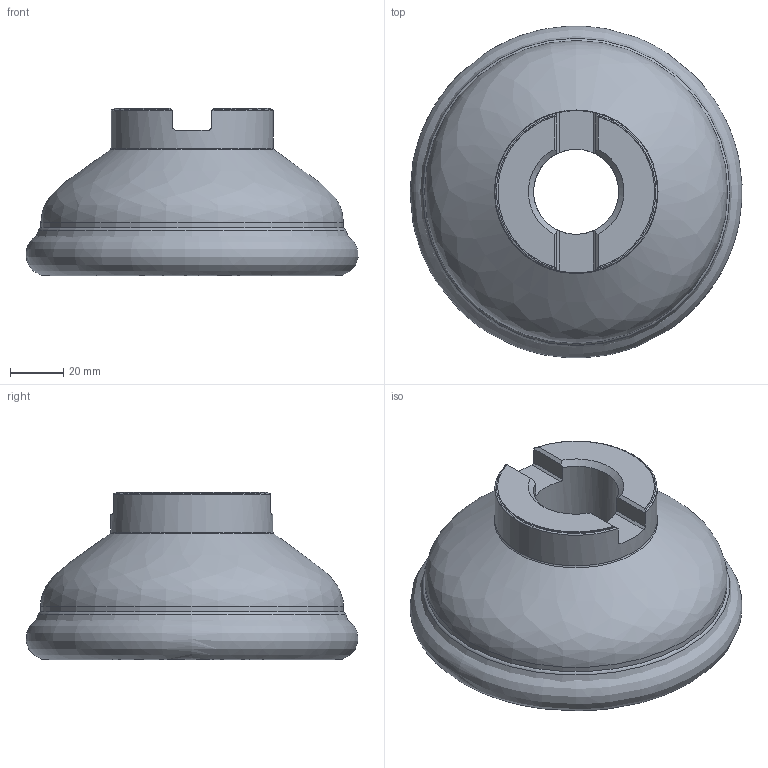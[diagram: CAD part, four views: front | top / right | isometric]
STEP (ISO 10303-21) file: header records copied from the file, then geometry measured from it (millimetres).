
FILE_DESCRIPTION(/* description */ (''),/* implementation_level */ '2;1');
FILE_NAME(/* name */ 'TOOLASSEMBLY_1.STP',/* time_stamp */ '2023-10-26T15:25:44+02:00',/* author */ (''),/* organization */ ('SMS'),/* preprocessor_version */ 'ST-DEVELOPER v16.7',/* originating_system */ 'SIEMENS PLM Software NX 12.0',/* authorisation */ '');
FILE_SCHEMA (('AUTOMOTIVE_DESIGN { 1 0 10303 214 3 1 1 1 }'));
Length unit declared in the file: millimetre
Products named in the file (4): ASSEMBLY_CONSTRUCTION; CUT_20231026152450; NOCUT_20231026152448; TOOLASSEMBLY_1
Assembly tree (3 placements, depth 2):
  TOOLASSEMBLY_1
    NOCUT_20231026152448
    CUT_20231026152450
    ASSEMBLY_CONSTRUCTION
Bounding box: 124.86 x 124.74 x 62.99 mm (x, y, z)
Volume: 412784.4 mm3; surface area: 57701.4 mm2
Topology: 2 solids, 2 shells, 48 faces, 123 edges, 90 vertices
Faces by surface type: plane 21, torus 11, cone 8, cylinder 6, revolution 1, bspline 1
Full cylindrical faces by diameter (mm): 32.013 x1, 45 x1, 61 x1, 113.915 x1
Entity records: 4222 total; most frequent: CARTESIAN_POINT 2919, DIRECTION 263, ORIENTED_EDGE 188, AXIS2_PLACEMENT_3D 117, EDGE_CURVE 94, VERTEX_POINT 71, EDGE_LOOP 70, ADVANCED_FACE 48
